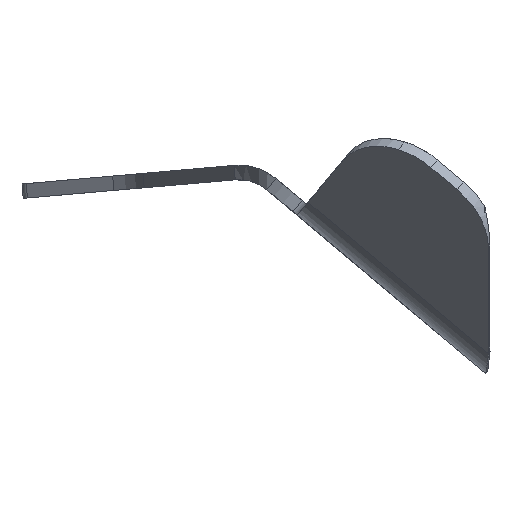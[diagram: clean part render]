
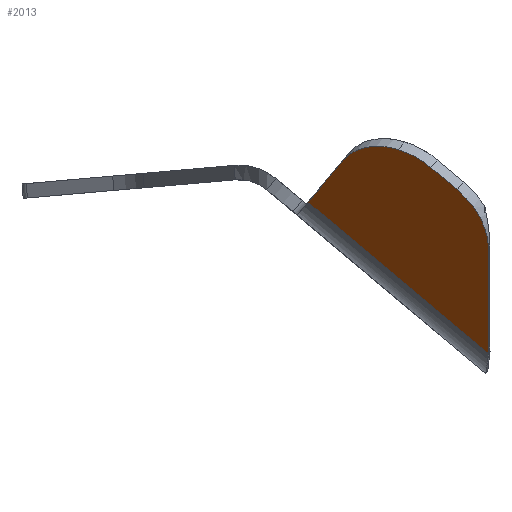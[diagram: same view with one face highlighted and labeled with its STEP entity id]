
A CAD part, left-side view. The second image highlights one B-rep face of the part: STEP entity #2013.
In plain terms, the highlighted planar face has unit normal (-0.707, 0.455, -0.542).
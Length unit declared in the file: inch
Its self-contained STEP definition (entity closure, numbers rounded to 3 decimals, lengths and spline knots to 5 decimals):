
#23 = CARTESIAN_POINT ( 'NONE',  ( -7.24994, 0.49847, -6.37329 ) ) ;
#78 = DIRECTION ( 'NONE',  ( 0.608, 0., -0.794 ) ) ;
#229 = CIRCLE ( 'NONE', #4555, 0.625 ) ;
#333 = VERTEX_POINT ( 'NONE', #3124 ) ;
#445 = EDGE_CURVE ( 'NONE', #5908, #333, #229, .T. ) ;
#579 = DIRECTION ( 'NONE',  ( -0.608, 0., 0.794 ) ) ;
#731 = LINE ( 'NONE', #1125, #2497 ) ;
#844 = CIRCLE ( 'NONE', #5537, 0.625 ) ;
#869 = VECTOR ( 'NONE', #78, 39.37008 ) ;
#951 = CARTESIAN_POINT ( 'NONE',  ( -6.808, 0.55603, -6.90191 ) ) ;
#954 = DIRECTION ( 'NONE',  ( 0.608, 0., -0.794 ) ) ;
#1031 = DIRECTION ( 'NONE',  ( 0.707, -0.455, 0.542 ) ) ;
#1119 = EDGE_CURVE ( 'NONE', #333, #3746, #731, .T. ) ;
#1125 = CARTESIAN_POINT ( 'NONE',  ( -6.22589, 1.63549, -6.75602 ) ) ;
#1201 = ORIENTED_EDGE ( 'NONE', *, *, #3050, .F. ) ;
#1243 = EDGE_CURVE ( 'NONE', #4667, #5842, #5731, .T. ) ;
#1305 = EDGE_CURVE ( 'NONE', #2193, #5908, #844, .T. ) ;
#1495 = FACE_OUTER_BOUND ( 'NONE', #3465, .T. ) ;
#1641 = ORIENTED_EDGE ( 'NONE', *, *, #2647, .F. ) ;
#1808 = LINE ( 'NONE', #3669, #2618 ) ;
#1879 = LINE ( 'NONE', #4241, #4211 ) ;
#1991 = CARTESIAN_POINT ( 'NONE',  ( -6.88867, -0.00069, -7.26374 ) ) ;
#2013 = ADVANCED_FACE ( 'NONE', ( #1495 ), #3847, .F. ) ;
#2017 = ORIENTED_EDGE ( 'NONE', *, *, #1119, .T. ) ;
#2057 = DIRECTION ( 'NONE',  ( 0.707, 0.455, -0.542 ) ) ;
#2193 = VERTEX_POINT ( 'NONE', #23 ) ;
#2236 = CARTESIAN_POINT ( 'NONE',  ( -6.808, 0.78254, -6.71184 ) ) ;
#2261 = CARTESIAN_POINT ( 'NONE',  ( -7.03351, -0.00069, -7.07466 ) ) ;
#2362 = LINE ( 'NONE', #1991, #869 ) ;
#2497 = VECTOR ( 'NONE', #2057, 39.37008 ) ;
#2618 = VECTOR ( 'NONE', #5549, 39.37008 ) ;
#2647 = EDGE_CURVE ( 'NONE', #2764, #3746, #1808, .T. ) ;
#2718 = DIRECTION ( 'NONE',  ( -0.707, 0.455, -0.542 ) ) ;
#2764 = VERTEX_POINT ( 'NONE', #5602 ) ;
#2927 = CARTESIAN_POINT ( 'NONE',  ( -7.24994, 0.27195, -6.56336 ) ) ;
#3050 = EDGE_CURVE ( 'NONE', #4667, #2764, #2362, .T. ) ;
#3080 = AXIS2_PLACEMENT_3D ( 'NONE', #951, #2718, #3609 ) ;
#3124 = CARTESIAN_POINT ( 'NONE',  ( -6.808, 1.26132, -6.3101 ) ) ;
#3465 = EDGE_LOOP ( 'NONE', ( #1201, #4944, #5117, #3836, #4432, #2017, #1641 ) ) ;
#3609 = DIRECTION ( 'NONE',  ( 0.608, 0., -0.794 ) ) ;
#3669 = CARTESIAN_POINT ( 'NONE',  ( -6.33572, 1.56489, -6.67188 ) ) ;
#3746 = VERTEX_POINT ( 'NONE', #5996 ) ;
#3836 = ORIENTED_EDGE ( 'NONE', *, *, #1305, .T. ) ;
#3847 = PLANE ( 'NONE',  #4185 ) ;
#3849 = EDGE_CURVE ( 'NONE', #2193, #5842, #1879, .T. ) ;
#4109 = DIRECTION ( 'NONE',  ( -0.707, 0.455, -0.542 ) ) ;
#4185 = AXIS2_PLACEMENT_3D ( 'NONE', #5230, #1031, #579 ) ;
#4211 = VECTOR ( 'NONE', #5613, 39.37008 ) ;
#4241 = CARTESIAN_POINT ( 'NONE',  ( -7.24994, 0.97724, -5.97155 ) ) ;
#4432 = ORIENTED_EDGE ( 'NONE', *, *, #445, .T. ) ;
#4496 = CARTESIAN_POINT ( 'NONE',  ( -7.18807, 0.78254, -6.21569 ) ) ;
#4555 = AXIS2_PLACEMENT_3D ( 'NONE', #5677, #6092, #954 ) ;
#4667 = VERTEX_POINT ( 'NONE', #2261 ) ;
#4944 = ORIENTED_EDGE ( 'NONE', *, *, #1243, .T. ) ;
#5117 = ORIENTED_EDGE ( 'NONE', *, *, #3849, .F. ) ;
#5230 = CARTESIAN_POINT ( 'NONE',  ( -6.22589, 1.63549, -6.75602 ) ) ;
#5537 = AXIS2_PLACEMENT_3D ( 'NONE', #2236, #4109, #5989 ) ;
#5549 = DIRECTION ( 'NONE',  ( 0., 0.766, 0.643 ) ) ;
#5602 = CARTESIAN_POINT ( 'NONE',  ( -6.33572, -0.00069, -7.98555 ) ) ;
#5613 = DIRECTION ( 'NONE',  ( 0., -0.766, -0.643 ) ) ;
#5677 = CARTESIAN_POINT ( 'NONE',  ( -6.808, 0.78254, -6.71184 ) ) ;
#5731 = CIRCLE ( 'NONE', #3080, 0.625 ) ;
#5842 = VERTEX_POINT ( 'NONE', #2927 ) ;
#5908 = VERTEX_POINT ( 'NONE', #4496 ) ;
#5989 = DIRECTION ( 'NONE',  ( 0.608, 0., -0.794 ) ) ;
#5996 = CARTESIAN_POINT ( 'NONE',  ( -6.33572, 1.56489, -6.67188 ) ) ;
#6092 = DIRECTION ( 'NONE',  ( -0.707, 0.455, -0.542 ) ) ;
